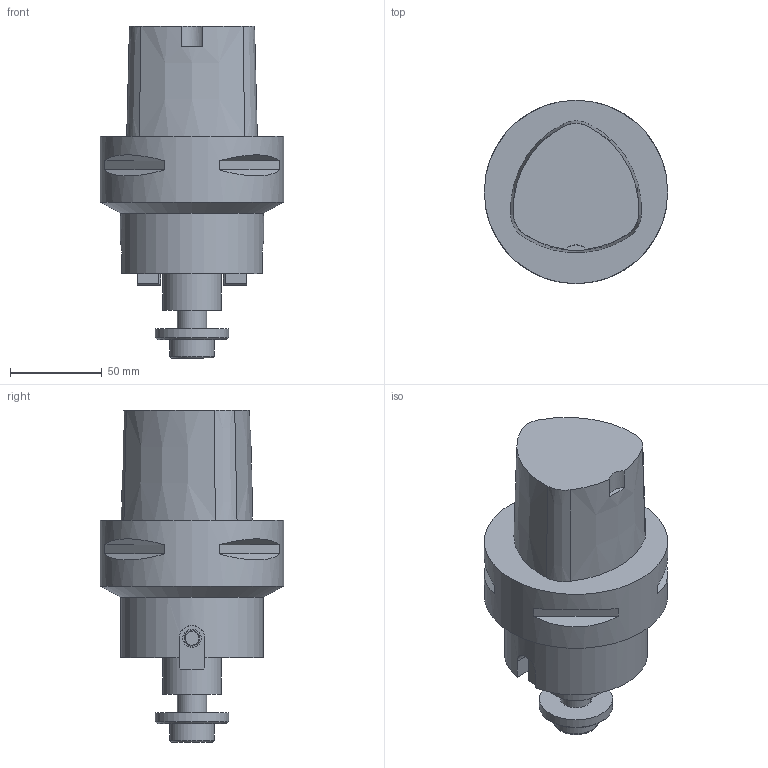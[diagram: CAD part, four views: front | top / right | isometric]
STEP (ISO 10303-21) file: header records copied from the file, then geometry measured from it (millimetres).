
FILE_DESCRIPTION(/* description */ ('3-D model version:1'),/* implementation_level */ '2;1');
FILE_NAME(/* name */ 'C10-391.05C-32075',/* time_stamp */ '2016-12-02T13:58:22',/* author */ ('InteractiveCad'),/* organization */ ('AB Sandvik Coromant'),/* preprocessor_version */ 'ST-DEVELOPER v11',/* originating_system */ 'SIEMENS UGS NX 6.0',/* authorization */ '');
FILE_SCHEMA(('AUTOMOTIVE_DESIGN'));
Length unit declared in the file: millimetre
Products named in the file (1): C10_391_05C_32075_SIM
Bounding box: 100 x 100 x 181 mm (x, y, z)
Volume: 726352.8 mm3; surface area: 58312.3 mm2
Topology: 1 solids, 4 shells, 95 faces, 216 edges, 140 vertices
Faces by surface type: plane 60, cylinder 21, cone 11, torus 3
Full cylindrical faces by diameter (mm): 5 x2, 5.5 x2, 6 x1, 8.5 x2, 10 x2, 16 x1, 17 x1, 24 x1, 32 x1, 40 x1, 78 x1, 100 x1
Entity records: 2616 total; most frequent: DIRECTION 452, CARTESIAN_POINT 443, ORIENTED_EDGE 374, EDGE_CURVE 187, AXIS2_PLACEMENT_3D 170, EDGE_LOOP 136, VERTEX_POINT 133, LINE 112
